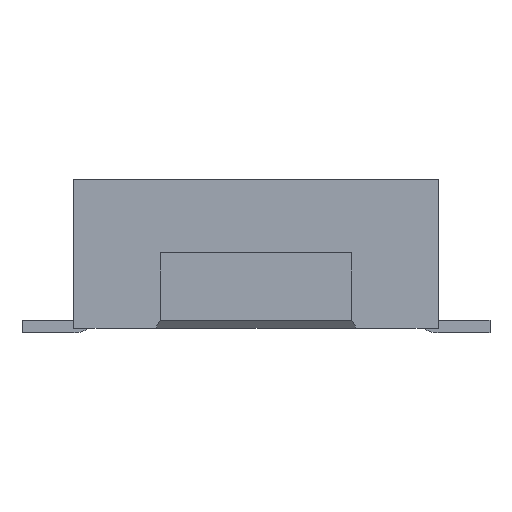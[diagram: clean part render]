
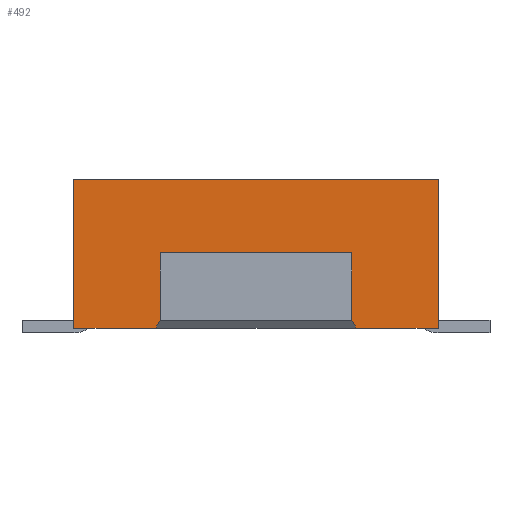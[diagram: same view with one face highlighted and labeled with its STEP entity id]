
A CAD part, front view. The second image highlights one B-rep face of the part: STEP entity #492.
In plain terms, the highlighted planar face has unit normal (0, -1, 0).
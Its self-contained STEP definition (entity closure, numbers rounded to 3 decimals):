
#419 = VERTEX_POINT('',#420);
#420 = CARTESIAN_POINT('',(0.641,-3.51,0.03));
#426 = EDGE_CURVE('',#419,#427,#429,.T.);
#427 = VERTEX_POINT('',#428);
#428 = CARTESIAN_POINT('',(0.611,-3.51,0.08));
#429 = LINE('',#430,#431);
#430 = CARTESIAN_POINT('',(0.279,-3.51,0.634));
#431 = VECTOR('',#432,1.);
#432 = DIRECTION('',(-0.514,0.,0.857)
  );
#492 = ADVANCED_FACE('',(#493),#566,.T.);
#493 = FACE_BOUND('',#494,.T.);
#494 = EDGE_LOOP('',(#495,#505,#511,#512,#520,#528,#536,#544,#552,#560)
  );
#495 = ORIENTED_EDGE('',*,*,#496,.F.);
#496 = EDGE_CURVE('',#497,#499,#501,.T.);
#497 = VERTEX_POINT('',#498);
#498 = CARTESIAN_POINT('',(0.611,-3.51,0.51));
#499 = VERTEX_POINT('',#500);
#500 = CARTESIAN_POINT('',(-0.609,-3.51,0.51));
#501 = LINE('',#502,#503);
#502 = CARTESIAN_POINT('',(-0.035,-3.51,0.51));
#503 = VECTOR('',#504,1.);
#504 = DIRECTION('',(-1.,0.,0.));
#505 = ORIENTED_EDGE('',*,*,#506,.T.);
#506 = EDGE_CURVE('',#497,#427,#507,.T.);
#507 = LINE('',#508,#509);
#508 = CARTESIAN_POINT('',(0.611,-3.51,0.634));
#509 = VECTOR('',#510,1.);
#510 = DIRECTION('',(0.,0.,-1.));
#511 = ORIENTED_EDGE('',*,*,#426,.F.);
#512 = ORIENTED_EDGE('',*,*,#513,.T.);
#513 = EDGE_CURVE('',#419,#514,#516,.T.);
#514 = VERTEX_POINT('',#515);
#515 = CARTESIAN_POINT('',(1.161,-3.51,0.03));
#516 = LINE('',#517,#518);
#517 = CARTESIAN_POINT('',(-0.035,-3.51,0.03));
#518 = VECTOR('',#519,1.);
#519 = DIRECTION('',(1.,0.,0.));
#520 = ORIENTED_EDGE('',*,*,#521,.T.);
#521 = EDGE_CURVE('',#514,#522,#524,.T.);
#522 = VERTEX_POINT('',#523);
#523 = CARTESIAN_POINT('',(1.161,-3.51,0.98));
#524 = LINE('',#525,#526);
#525 = CARTESIAN_POINT('',(1.161,-3.51,0.634));
#526 = VECTOR('',#527,1.);
#527 = DIRECTION('',(0.,0.,1.));
#528 = ORIENTED_EDGE('',*,*,#529,.F.);
#529 = EDGE_CURVE('',#530,#522,#532,.T.);
#530 = VERTEX_POINT('',#531);
#531 = CARTESIAN_POINT('',(-1.159,-3.51,0.98));
#532 = LINE('',#533,#534);
#533 = CARTESIAN_POINT('',(-0.035,-3.51,0.98));
#534 = VECTOR('',#535,1.);
#535 = DIRECTION('',(1.,0.,0.));
#536 = ORIENTED_EDGE('',*,*,#537,.F.);
#537 = EDGE_CURVE('',#538,#530,#540,.T.);
#538 = VERTEX_POINT('',#539);
#539 = CARTESIAN_POINT('',(-1.159,-3.51,0.03));
#540 = LINE('',#541,#542);
#541 = CARTESIAN_POINT('',(-1.159,-3.51,0.634));
#542 = VECTOR('',#543,1.);
#543 = DIRECTION('',(0.,0.,1.));
#544 = ORIENTED_EDGE('',*,*,#545,.T.);
#545 = EDGE_CURVE('',#538,#546,#548,.T.);
#546 = VERTEX_POINT('',#547);
#547 = CARTESIAN_POINT('',(-0.639,-3.51,0.03));
#548 = LINE('',#549,#550);
#549 = CARTESIAN_POINT('',(-0.035,-3.51,0.03));
#550 = VECTOR('',#551,1.);
#551 = DIRECTION('',(1.,0.,0.));
#552 = ORIENTED_EDGE('',*,*,#553,.T.);
#553 = EDGE_CURVE('',#546,#554,#556,.T.);
#554 = VERTEX_POINT('',#555);
#555 = CARTESIAN_POINT('',(-0.609,-3.51,0.08));
#556 = LINE('',#557,#558);
#557 = CARTESIAN_POINT('',(-0.277,-3.51,0.634));
#558 = VECTOR('',#559,1.);
#559 = DIRECTION('',(0.514,0.,0.857));
#560 = ORIENTED_EDGE('',*,*,#561,.F.);
#561 = EDGE_CURVE('',#499,#554,#562,.T.);
#562 = LINE('',#563,#564);
#563 = CARTESIAN_POINT('',(-0.609,-3.51,0.634));
#564 = VECTOR('',#565,1.);
#565 = DIRECTION('',(0.,0.,-1.));
#566 = PLANE('',#567);
#567 = AXIS2_PLACEMENT_3D('',#568,#569,#570);
#568 = CARTESIAN_POINT('',(0.726,-3.51,0.6));
#569 = DIRECTION('',(0.,-1.,0.));
#570 = DIRECTION('',(0.,0.,-1.));
